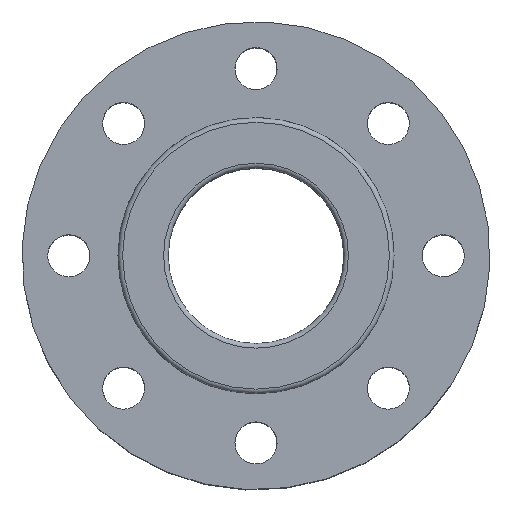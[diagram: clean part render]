
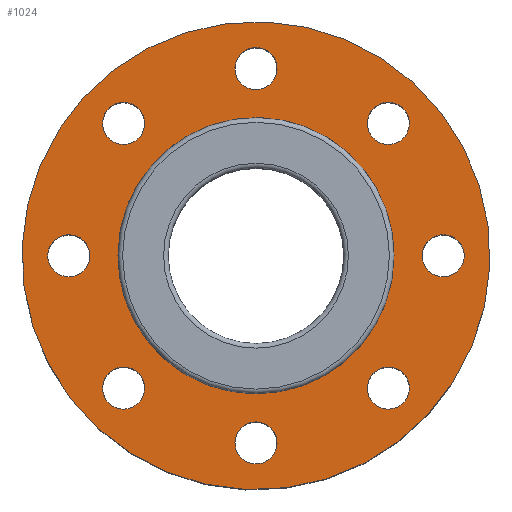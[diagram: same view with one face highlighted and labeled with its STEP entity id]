
A CAD part, top view. The second image highlights one B-rep face of the part: STEP entity #1024.
In plain terms, the highlighted face is planar.
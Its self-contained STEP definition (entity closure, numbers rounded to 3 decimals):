
#66=FACE_BOUND('',#168,.T.);
#67=FACE_BOUND('',#169,.T.);
#68=FACE_BOUND('',#170,.T.);
#69=FACE_BOUND('',#171,.T.);
#70=FACE_BOUND('',#172,.T.);
#71=FACE_BOUND('',#173,.T.);
#72=FACE_BOUND('',#174,.T.);
#73=FACE_BOUND('',#175,.T.);
#74=FACE_BOUND('',#176,.T.);
#90=PLANE('',#1150);
#107=FACE_OUTER_BOUND('',#167,.T.);
#167=EDGE_LOOP('',(#718));
#168=EDGE_LOOP('',(#719));
#169=EDGE_LOOP('',(#720));
#170=EDGE_LOOP('',(#721));
#171=EDGE_LOOP('',(#722));
#172=EDGE_LOOP('',(#723));
#173=EDGE_LOOP('',(#724));
#174=EDGE_LOOP('',(#725));
#175=EDGE_LOOP('',(#726));
#176=EDGE_LOOP('',(#727));
#297=CIRCLE('',#1125,9.);
#299=CIRCLE('',#1128,9.);
#301=CIRCLE('',#1131,9.);
#303=CIRCLE('',#1134,9.);
#305=CIRCLE('',#1137,9.);
#307=CIRCLE('',#1140,9.);
#309=CIRCLE('',#1143,9.);
#311=CIRCLE('',#1146,9.);
#312=CIRCLE('',#1148,100.);
#314=CIRCLE('',#1151,59.);
#425=VERTEX_POINT('',#1738);
#427=VERTEX_POINT('',#1744);
#429=VERTEX_POINT('',#1750);
#431=VERTEX_POINT('',#1756);
#433=VERTEX_POINT('',#1762);
#435=VERTEX_POINT('',#1768);
#437=VERTEX_POINT('',#1774);
#439=VERTEX_POINT('',#1780);
#440=VERTEX_POINT('',#1784);
#442=VERTEX_POINT('',#1790);
#529=EDGE_CURVE('',#425,#425,#297,.T.);
#532=EDGE_CURVE('',#427,#427,#299,.T.);
#535=EDGE_CURVE('',#429,#429,#301,.T.);
#538=EDGE_CURVE('',#431,#431,#303,.T.);
#541=EDGE_CURVE('',#433,#433,#305,.T.);
#544=EDGE_CURVE('',#435,#435,#307,.T.);
#547=EDGE_CURVE('',#437,#437,#309,.T.);
#550=EDGE_CURVE('',#439,#439,#311,.T.);
#551=EDGE_CURVE('',#440,#440,#312,.T.);
#554=EDGE_CURVE('',#442,#442,#314,.T.);
#718=ORIENTED_EDGE('',*,*,#551,.T.);
#719=ORIENTED_EDGE('',*,*,#529,.T.);
#720=ORIENTED_EDGE('',*,*,#532,.T.);
#721=ORIENTED_EDGE('',*,*,#535,.T.);
#722=ORIENTED_EDGE('',*,*,#538,.T.);
#723=ORIENTED_EDGE('',*,*,#541,.T.);
#724=ORIENTED_EDGE('',*,*,#544,.T.);
#725=ORIENTED_EDGE('',*,*,#547,.T.);
#726=ORIENTED_EDGE('',*,*,#550,.T.);
#727=ORIENTED_EDGE('',*,*,#554,.F.);
#1024=ADVANCED_FACE('',(#107,#66,#67,#68,#69,#70,#71,#72,#73,#74),#90,.T.);
#1125=AXIS2_PLACEMENT_3D('',#1740,#1325,#1326);
#1128=AXIS2_PLACEMENT_3D('',#1746,#1332,#1333);
#1131=AXIS2_PLACEMENT_3D('',#1752,#1339,#1340);
#1134=AXIS2_PLACEMENT_3D('',#1758,#1346,#1347);
#1137=AXIS2_PLACEMENT_3D('',#1764,#1353,#1354);
#1140=AXIS2_PLACEMENT_3D('',#1770,#1360,#1361);
#1143=AXIS2_PLACEMENT_3D('',#1776,#1367,#1368);
#1146=AXIS2_PLACEMENT_3D('',#1782,#1374,#1375);
#1148=AXIS2_PLACEMENT_3D('',#1785,#1378,#1379);
#1150=AXIS2_PLACEMENT_3D('',#1789,#1383,#1384);
#1151=AXIS2_PLACEMENT_3D('',#1791,#1385,#1386);
#1325=DIRECTION('center_axis',(0.,1.,0.));
#1326=DIRECTION('ref_axis',(-0.707,0.,0.707));
#1332=DIRECTION('center_axis',(0.,1.,0.));
#1333=DIRECTION('ref_axis',(0.,0.,1.));
#1339=DIRECTION('center_axis',(0.,1.,0.));
#1340=DIRECTION('ref_axis',(0.707,0.,0.707));
#1346=DIRECTION('center_axis',(0.,1.,0.));
#1347=DIRECTION('ref_axis',(1.,0.,0.));
#1353=DIRECTION('center_axis',(0.,1.,0.));
#1354=DIRECTION('ref_axis',(0.707,0.,-0.707));
#1360=DIRECTION('center_axis',(0.,1.,0.));
#1361=DIRECTION('ref_axis',(0.,0.,-1.));
#1367=DIRECTION('center_axis',(0.,1.,0.));
#1368=DIRECTION('ref_axis',(-0.707,0.,-0.707));
#1374=DIRECTION('center_axis',(0.,1.,0.));
#1375=DIRECTION('ref_axis',(-1.,0.,0.));
#1378=DIRECTION('center_axis',(0.,-1.,0.));
#1379=DIRECTION('ref_axis',(1.,0.,0.));
#1383=DIRECTION('center_axis',(0.,-1.,0.));
#1384=DIRECTION('ref_axis',(0.,0.,-1.));
#1385=DIRECTION('center_axis',(0.,-1.,0.));
#1386=DIRECTION('ref_axis',(1.,0.,0.));
#1738=CARTESIAN_POINT('',(-67.546,0.,24.251));
#1740=CARTESIAN_POINT('Origin',(-73.91,0.,
30.615));
#1744=CARTESIAN_POINT('',(-30.615,0.,64.91));
#1746=CARTESIAN_POINT('Origin',(-30.615,0.,
73.91));
#1750=CARTESIAN_POINT('',(24.251,0.,67.546));
#1752=CARTESIAN_POINT('Origin',(30.615,0.,73.91));
#1756=CARTESIAN_POINT('',(64.91,0.,30.615));
#1758=CARTESIAN_POINT('Origin',(73.91,0.,30.615));
#1762=CARTESIAN_POINT('',(67.546,0.,-24.251));
#1764=CARTESIAN_POINT('Origin',(73.91,0.,-30.615));
#1768=CARTESIAN_POINT('',(30.615,0.,-64.91));
#1770=CARTESIAN_POINT('Origin',(30.615,0.,-73.91));
#1774=CARTESIAN_POINT('',(-24.251,0.,-67.546));
#1776=CARTESIAN_POINT('Origin',(-30.615,0.,
-73.91));
#1780=CARTESIAN_POINT('',(-64.91,0.,-30.615));
#1782=CARTESIAN_POINT('Origin',(-73.91,0.,
-30.615));
#1784=CARTESIAN_POINT('',(-100.,0.,0.));
#1785=CARTESIAN_POINT('Origin',(0.,0.,0.));
#1789=CARTESIAN_POINT('Origin',(59.,0.,0.));
#1790=CARTESIAN_POINT('',(-59.,0.,0.));
#1791=CARTESIAN_POINT('Origin',(0.,0.,0.));
